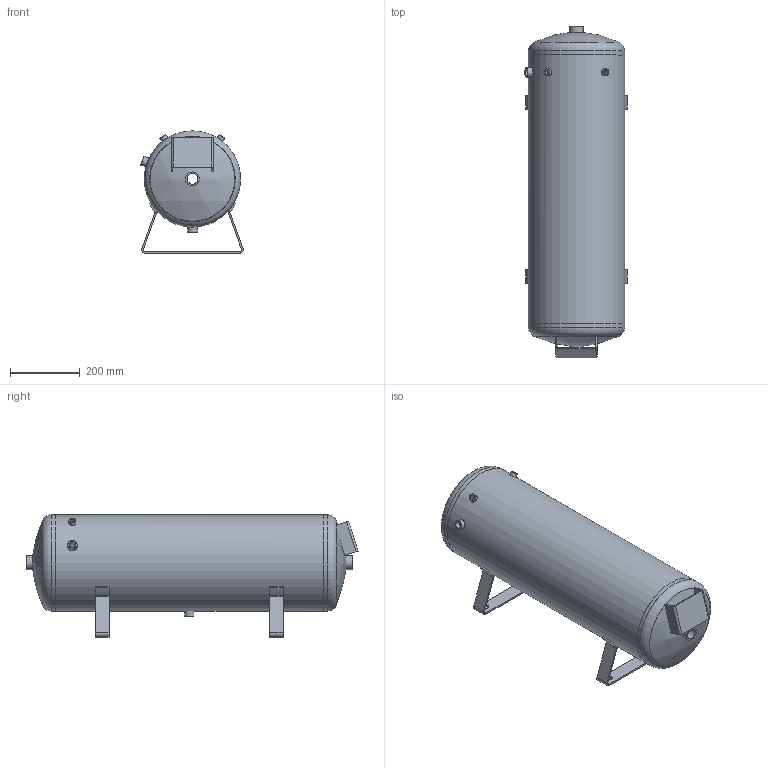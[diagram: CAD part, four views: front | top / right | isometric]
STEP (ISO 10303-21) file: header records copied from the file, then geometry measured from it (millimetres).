
FILE_DESCRIPTION(/* description */ (''),/* implementation_level */ '2;1');
FILE_NAME(/* name */ '50-11-lie-gl.stp',/* time_stamp */ '2015-03-02T14:22:09+01:00',/* author */ ('Admin'),/* organization */ (''),/* preprocessor_version */ 'ST-DEVELOPER v15.2',/* originating_system */ 'Autodesk Inventor 2014',/* authorisation */ '');
FILE_SCHEMA (('AUTOMOTIVE_DESIGN { 1 0 10303 214 3 1 1 }'));
Length unit declared in the file: millimetre
Products named in the file (9): Behälterfuß; Mantel; Boden links; Boden rechts; G 1_2 halbe; G 1_4 halbe; G 1 halbe; Schildbrücke; Behälter 50 l  11 bar
Bounding box: 293.99 x 952.43 x 351 mm (x, y, z)
Volume: 2136739.3 mm3; surface area: 1822860.6 mm2
Topology: 12 solids, 12 shells, 126 faces, 276 edges, 176 vertices
Faces by surface type: plane 62, cylinder 56, sphere 4, torus 4
Full cylindrical faces by diameter (mm): 11.445 x2, 13 x4, 18.631 x2, 20 x4, 26.9 x4, 30.291 x2, 40 x4, 271 x2, 271.8 x1, 276 x3
Entity records: 2593 total; most frequent: CARTESIAN_POINT 623, DIRECTION 414, ORIENTED_EDGE 296, AXIS2_PLACEMENT_3D 171, EDGE_CURVE 148, EDGE_LOOP 132, VERTEX_POINT 108, ADVANCED_FACE 82
